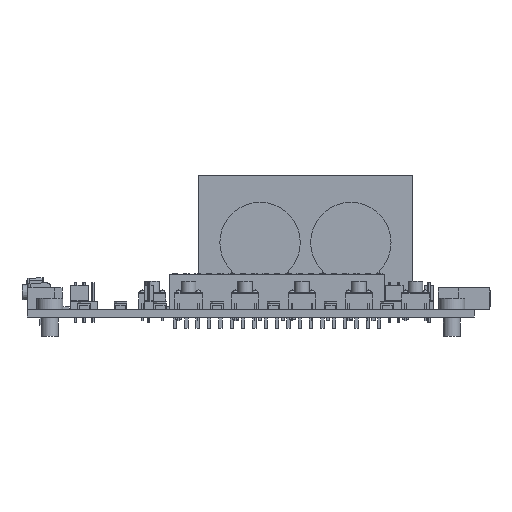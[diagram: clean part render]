
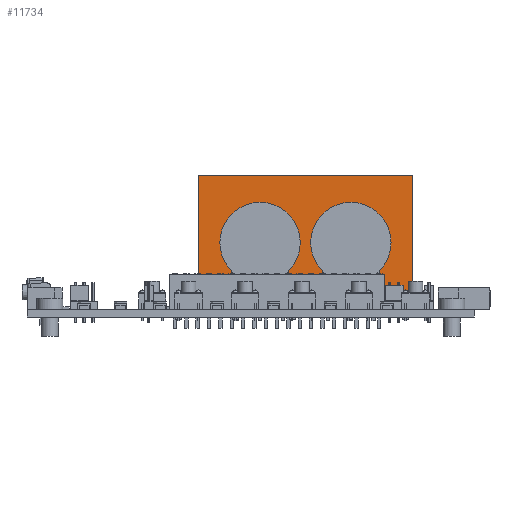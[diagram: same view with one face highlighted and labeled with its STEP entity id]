
A CAD part, left-side view. The second image highlights one B-rep face of the part: STEP entity #11734.
In plain terms, the highlighted planar face has unit normal (-1, 0, 0).
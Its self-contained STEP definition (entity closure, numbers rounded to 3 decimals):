
#11734 = ADVANCED_FACE('',(#11735),#11769,.T.);
#11735 = FACE_BOUND('',#11736,.T.);
#11736 = EDGE_LOOP('',(#11737,#11747,#11755,#11763));
#11737 = ORIENTED_EDGE('',*,*,#11738,.T.);
#11738 = EDGE_CURVE('',#11739,#11741,#11743,.T.);
#11739 = VERTEX_POINT('',#11740);
#11740 = CARTESIAN_POINT('',(-2.,-24.,0.));
#11741 = VERTEX_POINT('',#11742);
#11742 = CARTESIAN_POINT('',(-2.,-24.,30.));
#11743 = LINE('',#11744,#11745);
#11744 = CARTESIAN_POINT('',(-2.,-24.,0.));
#11745 = VECTOR('',#11746,1.);
#11746 = DIRECTION('',(0.,0.,1.));
#11747 = ORIENTED_EDGE('',*,*,#11748,.T.);
#11748 = EDGE_CURVE('',#11741,#11749,#11751,.T.);
#11749 = VERTEX_POINT('',#11750);
#11750 = CARTESIAN_POINT('',(-2.,24.,30.));
#11751 = LINE('',#11752,#11753);
#11752 = CARTESIAN_POINT('',(-2.,-24.,30.));
#11753 = VECTOR('',#11754,1.);
#11754 = DIRECTION('',(0.,1.,0.));
#11755 = ORIENTED_EDGE('',*,*,#11756,.F.);
#11756 = EDGE_CURVE('',#11757,#11749,#11759,.T.);
#11757 = VERTEX_POINT('',#11758);
#11758 = CARTESIAN_POINT('',(-2.,24.,0.));
#11759 = LINE('',#11760,#11761);
#11760 = CARTESIAN_POINT('',(-2.,24.,0.));
#11761 = VECTOR('',#11762,1.);
#11762 = DIRECTION('',(0.,0.,1.));
#11763 = ORIENTED_EDGE('',*,*,#11764,.F.);
#11764 = EDGE_CURVE('',#11739,#11757,#11765,.T.);
#11765 = LINE('',#11766,#11767);
#11766 = CARTESIAN_POINT('',(-2.,-24.,0.));
#11767 = VECTOR('',#11768,1.);
#11768 = DIRECTION('',(0.,1.,0.));
#11769 = PLANE('',#11770);
#11770 = AXIS2_PLACEMENT_3D('',#11771,#11772,#11773);
#11771 = CARTESIAN_POINT('',(-2.,-24.,0.));
#11772 = DIRECTION('',(-1.,0.,0.));
#11773 = DIRECTION('',(0.,1.,0.));
